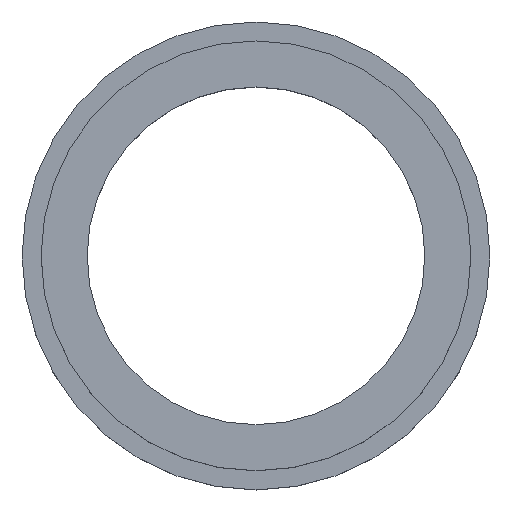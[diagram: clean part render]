
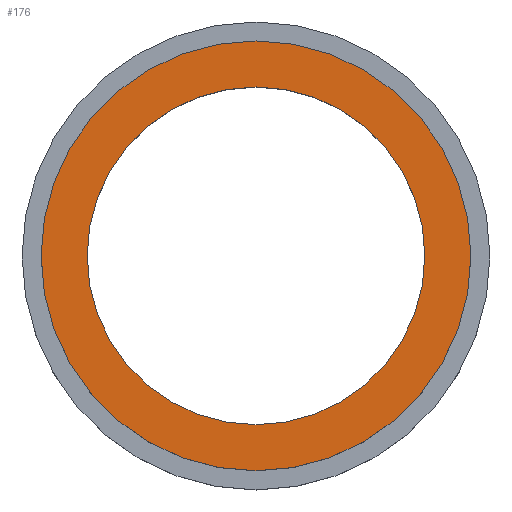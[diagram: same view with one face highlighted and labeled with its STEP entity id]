
A CAD part, top view. The second image highlights one B-rep face of the part: STEP entity #176.
In plain terms, the highlighted planar face has unit normal (0, 0, 1).
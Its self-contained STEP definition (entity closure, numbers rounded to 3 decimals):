
#8 = CARTESIAN_POINT ( 'NONE',  ( -13.75, 0., 0. ) ) ;
#12 = FACE_OUTER_BOUND ( 'NONE', #78, .T. ) ;
#63 = CARTESIAN_POINT ( 'NONE',  ( 0., 0., 0. ) ) ;
#65 = AXIS2_PLACEMENT_3D ( 'NONE', #205, #188, #369 ) ;
#73 = EDGE_LOOP ( 'NONE', ( #122, #153 ) ) ;
#77 = CARTESIAN_POINT ( 'NONE',  ( 0., 0., 0. ) ) ;
#78 = EDGE_LOOP ( 'NONE', ( #200, #197 ) ) ;
#85 = CIRCLE ( 'NONE', #106, 13.75 ) ;
#97 = VERTEX_POINT ( 'NONE', #120 ) ;
#106 = AXIS2_PLACEMENT_3D ( 'NONE', #63, #287, #332 ) ;
#110 = VERTEX_POINT ( 'NONE', #8 ) ;
#120 = CARTESIAN_POINT ( 'NONE',  ( -17.5, 0., 0. ) ) ;
#121 = VERTEX_POINT ( 'NONE', #359 ) ;
#122 = ORIENTED_EDGE ( 'NONE', *, *, #169, .T. ) ;
#133 = AXIS2_PLACEMENT_3D ( 'NONE', #77, #170, #363 ) ;
#150 = VERTEX_POINT ( 'NONE', #433 ) ;
#153 = ORIENTED_EDGE ( 'NONE', *, *, #333, .T. ) ;
#169 = EDGE_CURVE ( 'NONE', #110, #121, #85, .T. ) ;
#170 = DIRECTION ( 'NONE',  ( 0., 0., -1. ) ) ;
#176 = ADVANCED_FACE ( 'NONE', ( #12, #432 ), #280, .F. ) ;
#188 = DIRECTION ( 'NONE',  ( 0., 0., -1. ) ) ;
#197 = ORIENTED_EDGE ( 'NONE', *, *, #321, .F. ) ;
#198 = DIRECTION ( 'NONE',  ( 0., 0., -1. ) ) ;
#200 = ORIENTED_EDGE ( 'NONE', *, *, #313, .F. ) ;
#204 = CARTESIAN_POINT ( 'NONE',  ( 0., 0., 0. ) ) ;
#205 = CARTESIAN_POINT ( 'NONE',  ( 13.75, 0., 0. ) ) ;
#220 = DIRECTION ( 'NONE',  ( -1., 0., 0. ) ) ;
#274 = AXIS2_PLACEMENT_3D ( 'NONE', #426, #198, #220 ) ;
#277 = CIRCLE ( 'NONE', #274, 17.5 ) ;
#280 = PLANE ( 'NONE',  #65 ) ;
#283 = CIRCLE ( 'NONE', #325, 17.5 ) ;
#287 = DIRECTION ( 'NONE',  ( 0., 0., -1. ) ) ;
#302 = CIRCLE ( 'NONE', #133, 13.75 ) ;
#313 = EDGE_CURVE ( 'NONE', #97, #150, #283, .T. ) ;
#321 = EDGE_CURVE ( 'NONE', #150, #97, #277, .T. ) ;
#325 = AXIS2_PLACEMENT_3D ( 'NONE', #204, #346, #404 ) ;
#332 = DIRECTION ( 'NONE',  ( -1., 0., 0. ) ) ;
#333 = EDGE_CURVE ( 'NONE', #121, #110, #302, .T. ) ;
#346 = DIRECTION ( 'NONE',  ( 0., 0., -1. ) ) ;
#359 = CARTESIAN_POINT ( 'NONE',  ( 13.75, 0., 0. ) ) ;
#363 = DIRECTION ( 'NONE',  ( -1., 0., 0. ) ) ;
#369 = DIRECTION ( 'NONE',  ( -1., 0., 0. ) ) ;
#404 = DIRECTION ( 'NONE',  ( -1., 0., 0. ) ) ;
#426 = CARTESIAN_POINT ( 'NONE',  ( 0., 0., 0. ) ) ;
#432 = FACE_BOUND ( 'NONE', #73, .T. ) ;
#433 = CARTESIAN_POINT ( 'NONE',  ( 17.5, 0., 0. ) ) ;
